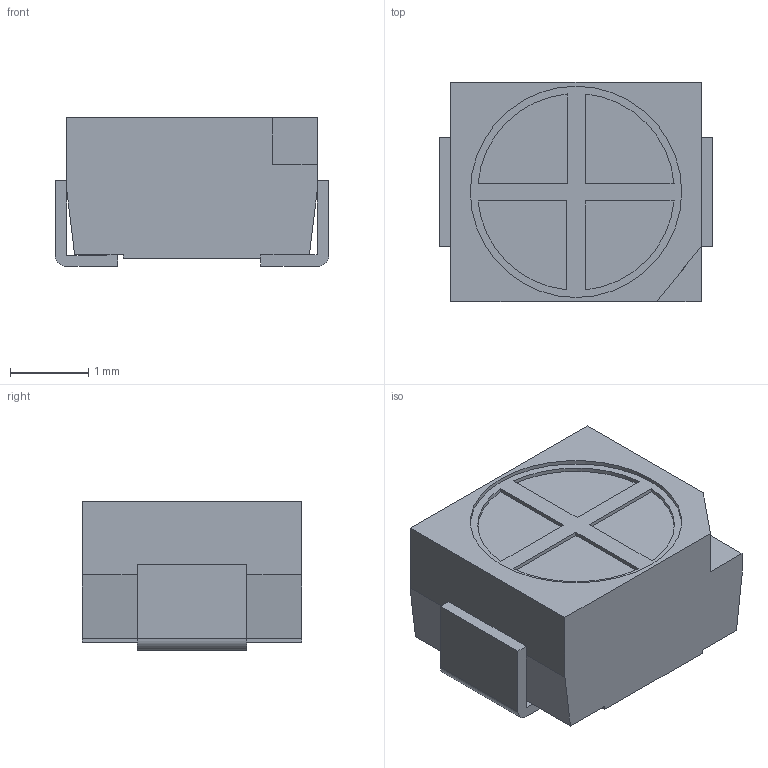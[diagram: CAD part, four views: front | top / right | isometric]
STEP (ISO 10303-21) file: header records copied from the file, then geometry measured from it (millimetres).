
FILE_DESCRIPTION( ( '' ), ' ' );
FILE_NAME( '5a62b5803a1eee0edad3db7e.step', '2018-01-20T03:20:33', ( '' ), ( '' ), ' ', ' ', ' ' );
FILE_SCHEMA( ( 'AUTOMOTIVE_DESIGN { 1 0 10303 214 1 1 1 1 }' ) );
Length unit declared in the file: metre
Products named in the file (1): Open CASCADE STEP translator 6.8 1
Bounding box: 3.5 x 2.8 x 1.9 mm (x, y, z)
Volume: 15.8 mm3; surface area: 48.4 mm2
Topology: 1 solids, 1 shells, 53 faces, 139 edges, 90 vertices
Faces by surface type: plane 45, cylinder 8
Full cylindrical faces by diameter (mm): 2.7 x1
Entity records: 2738 total; most frequent: CARTESIAN_POINT 282, ORIENTED_EDGE 276, DIRECTION 262, STYLED_ITEM 191, PRESENTATION_STYLE_ASSIGNMENT 191, COLOUR_RGB 191, EDGE_CURVE 138, CURVE_STYLE 138
